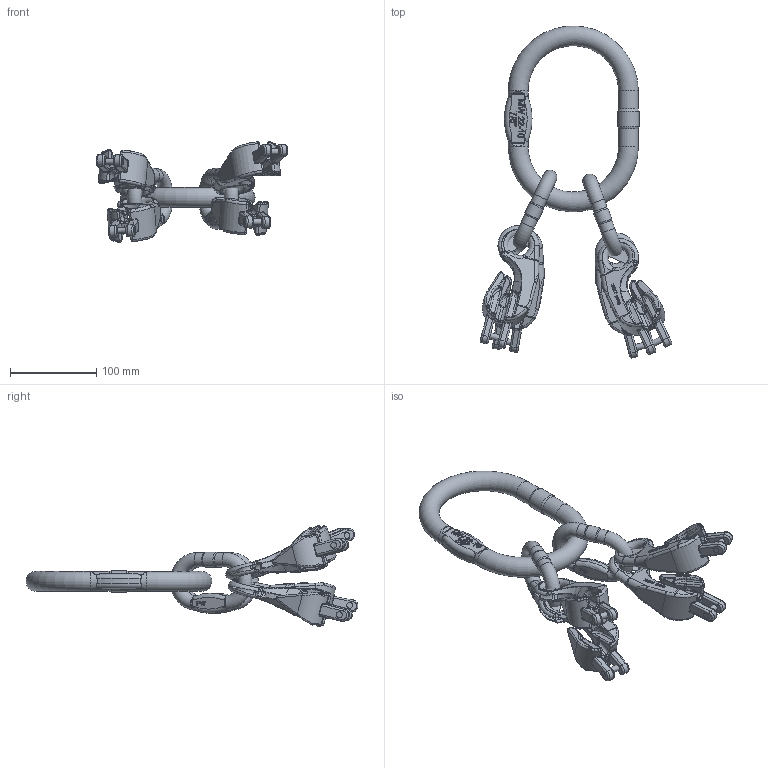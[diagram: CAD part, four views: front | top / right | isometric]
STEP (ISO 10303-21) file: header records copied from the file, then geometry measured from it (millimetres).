
FILE_DESCRIPTION(/* description */ (''),/* implementation_level */ '2;1');
FILE_NAME(/* name */ 'VXKW4-7 Kundenmdoell.stp',/* time_stamp */ '2017-11-09T16:30:57+01:00',/* author */ (''),/* organization */ (''),/* preprocessor_version */ 'ST-DEVELOPER v16',/* originating_system */ 'SIEMENS PLM Software NX 11.0',/* authorisation */ '');
FILE_SCHEMA (('AUTOMOTIVE_DESIGN { 1 0 10303 214 3 1 1 1 }'));
Length unit declared in the file: millimetre
Products named in the file (1): zer1B14471C53ma
Bounding box: 222.64 x 385.64 x 116.74 mm (x, y, z)
Volume: 679593.2 mm3; surface area: 146701 mm2
Topology: 11 solids, 11 shells, 2236 faces, 5612 edges, 3442 vertices
Faces by surface type: plane 730, bspline 464, cylinder 425, extrusion 413, torus 134, sphere 48, cone 22
Full cylindrical faces by diameter (mm): 7 x12, 16.5 x4, 17.738 x2, 23 x4, 24.725 x1
Entity records: 82274 total; most frequent: CARTESIAN_POINT 34001, ORIENTED_EDGE 11066, DIRECTION 8048, EDGE_CURVE 5533, VERTEX_POINT 3438, AXIS2_PLACEMENT_3D 2892, B_SPLINE_CURVE_WITH_KNOTS 2519, EDGE_LOOP 2385
